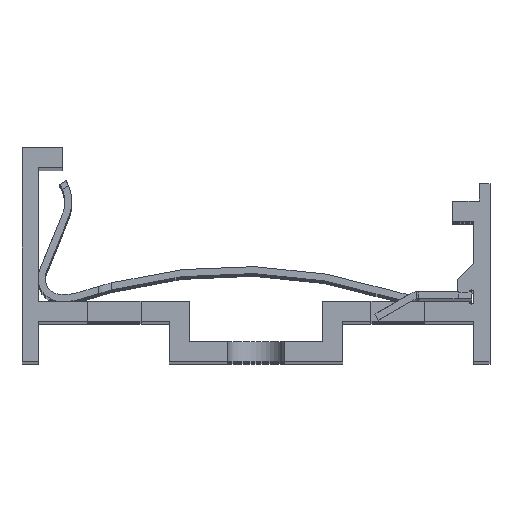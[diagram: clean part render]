
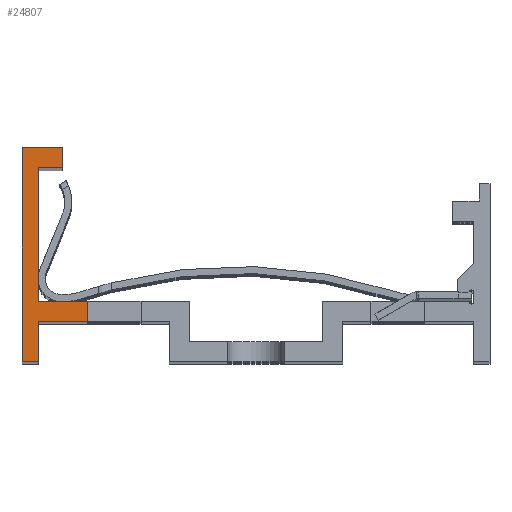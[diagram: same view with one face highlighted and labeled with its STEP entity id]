
A CAD part, top view. The second image highlights one B-rep face of the part: STEP entity #24807.
In plain terms, the highlighted planar face has unit normal (0, 0, 1).
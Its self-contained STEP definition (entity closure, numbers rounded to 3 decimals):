
#1=DIRECTION('',(0.,1.,0.));
#2=VECTOR('',#1,1.5);
#3=CARTESIAN_POINT('',(-12.6,-0.5,2016.));
#4=LINE('',#3,#2);
#5=DIRECTION('',(1.,0.,0.));
#6=VECTOR('',#5,3.7);
#7=CARTESIAN_POINT('',(-16.3,-0.5,2016.));
#8=LINE('',#7,#6);
#9=DIRECTION('',(0.,1.,0.));
#10=VECTOR('',#9,3.);
#11=CARTESIAN_POINT('',(-16.3,-3.5,2016.));
#12=LINE('',#11,#10);
#13=DIRECTION('',(1.,0.,0.));
#14=VECTOR('',#13,1.2);
#15=CARTESIAN_POINT('',(-17.5,-3.5,2016.));
#16=LINE('',#15,#14);
#17=DIRECTION('',(0.,-1.,0.));
#18=VECTOR('',#17,16.);
#19=CARTESIAN_POINT('',(-17.5,12.5,2016.));
#20=LINE('',#19,#18);
#21=DIRECTION('',(-1.,0.,0.));
#22=VECTOR('',#21,3.);
#23=CARTESIAN_POINT('',(-14.5,12.5,2016.));
#24=LINE('',#23,#22);
#25=DIRECTION('',(0.,1.,0.));
#26=VECTOR('',#25,1.5);
#27=CARTESIAN_POINT('',(-14.5,11.,2016.));
#28=LINE('',#27,#26);
#29=DIRECTION('',(1.,0.,0.));
#30=VECTOR('',#29,1.8);
#31=CARTESIAN_POINT('',(-16.3,11.,2016.));
#32=LINE('',#31,#30);
#33=DIRECTION('',(0.,1.,0.));
#34=VECTOR('',#33,10.);
#35=CARTESIAN_POINT('',(-16.3,1.,2016.));
#36=LINE('',#35,#34);
#37=DIRECTION('',(-1.,0.,0.));
#38=VECTOR('',#37,3.7);
#39=CARTESIAN_POINT('',(-12.6,1.,2016.));
#40=LINE('',#39,#38);
#20708=CARTESIAN_POINT('',(-16.3,1.,2016.));
#20709=CARTESIAN_POINT('',(-16.3,11.,2016.));
#20710=VERTEX_POINT('',#20708);
#20711=VERTEX_POINT('',#20709);
#20712=CARTESIAN_POINT('',(-14.5,11.,2016.));
#20713=VERTEX_POINT('',#20712);
#20714=CARTESIAN_POINT('',(-14.5,12.5,2016.));
#20715=VERTEX_POINT('',#20714);
#20716=CARTESIAN_POINT('',(-17.5,12.5,2016.));
#20717=VERTEX_POINT('',#20716);
#20718=CARTESIAN_POINT('',(-17.5,-3.5,2016.));
#20719=VERTEX_POINT('',#20718);
#20720=CARTESIAN_POINT('',(-16.3,-3.5,2016.));
#20721=VERTEX_POINT('',#20720);
#20722=CARTESIAN_POINT('',(-16.3,-0.5,2016.));
#20723=VERTEX_POINT('',#20722);
#20782=CARTESIAN_POINT('',(-12.6,-0.5,2016.));
#20783=CARTESIAN_POINT('',(-12.6,1.,2016.));
#20784=VERTEX_POINT('',#20782);
#20785=VERTEX_POINT('',#20783);
#24780=CARTESIAN_POINT('',(0.,0.,2016.));
#24781=DIRECTION('',(0.,0.,1.));
#24782=DIRECTION('',(1.,0.,0.));
#24783=AXIS2_PLACEMENT_3D('',#24780,#24781,#24782);
#24784=PLANE('',#24783);
#24786=ORIENTED_EDGE('',*,*,#24785,.F.);
#24788=ORIENTED_EDGE('',*,*,#24787,.F.);
#24790=ORIENTED_EDGE('',*,*,#24789,.F.);
#24792=ORIENTED_EDGE('',*,*,#24791,.F.);
#24794=ORIENTED_EDGE('',*,*,#24793,.F.);
#24796=ORIENTED_EDGE('',*,*,#24795,.F.);
#24798=ORIENTED_EDGE('',*,*,#24797,.F.);
#24800=ORIENTED_EDGE('',*,*,#24799,.F.);
#24802=ORIENTED_EDGE('',*,*,#24801,.F.);
#24804=ORIENTED_EDGE('',*,*,#24803,.F.);
#24805=EDGE_LOOP('',(#24786,#24788,#24790,#24792,#24794,#24796,#24798,#24800,
#24802,#24804));
#24806=FACE_OUTER_BOUND('',#24805,.F.);
#24807=ADVANCED_FACE('',(#24806),#24784,.T.);
#24785=EDGE_CURVE('',#20784,#20785,#4,.T.);
#24787=EDGE_CURVE('',#20723,#20784,#8,.T.);
#24789=EDGE_CURVE('',#20721,#20723,#12,.T.);
#24791=EDGE_CURVE('',#20719,#20721,#16,.T.);
#24793=EDGE_CURVE('',#20717,#20719,#20,.T.);
#24795=EDGE_CURVE('',#20715,#20717,#24,.T.);
#24797=EDGE_CURVE('',#20713,#20715,#28,.T.);
#24799=EDGE_CURVE('',#20711,#20713,#32,.T.);
#24801=EDGE_CURVE('',#20710,#20711,#36,.T.);
#24803=EDGE_CURVE('',#20785,#20710,#40,.T.);
